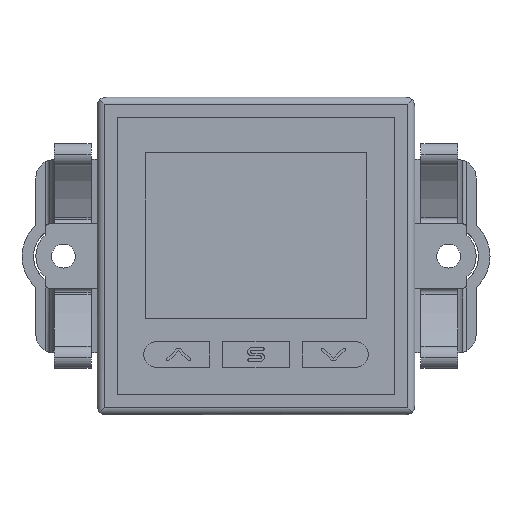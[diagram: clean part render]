
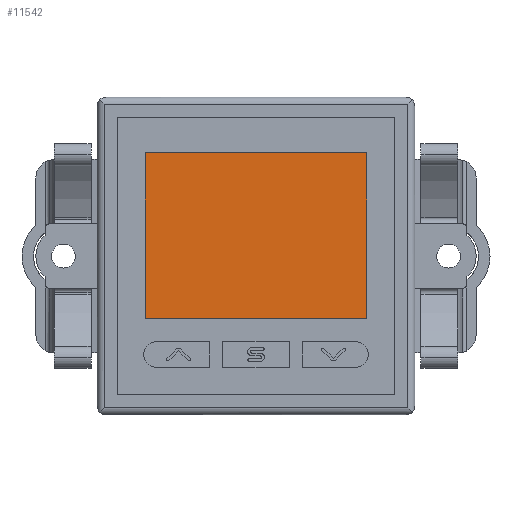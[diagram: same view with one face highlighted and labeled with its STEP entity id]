
A CAD part, top view. The second image highlights one B-rep face of the part: STEP entity #11542.
In plain terms, the highlighted planar face has unit normal (0, 0, 1).
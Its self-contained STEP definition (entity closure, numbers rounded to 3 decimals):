
#146 = LINE ( 'NONE', #21375, #13961 ) ;
#638 = PLANE ( 'NONE',  #18075 ) ;
#1493 = DIRECTION ( 'NONE',  ( 0., 1., 0. ) ) ;
#1832 = LINE ( 'NONE', #5062, #9039 ) ;
#1901 = VERTEX_POINT ( 'NONE', #17953 ) ;
#2715 = CARTESIAN_POINT ( 'NONE',  ( 12., 11.2, 24.9 ) ) ;
#3444 = EDGE_LOOP ( 'NONE', ( #16574, #16682, #8851, #8616 ) ) ;
#4547 = DIRECTION ( 'NONE',  ( 0., -1., 0. ) ) ;
#5062 = CARTESIAN_POINT ( 'NONE',  ( -12., 11.2, 24.9 ) ) ;
#6157 = VERTEX_POINT ( 'NONE', #22520 ) ;
#7045 = LINE ( 'NONE', #21004, #13503 ) ;
#7188 = DIRECTION ( 'NONE',  ( -1., 0., 0. ) ) ;
#7201 = EDGE_CURVE ( 'NONE', #7427, #6157, #7789, .T. ) ;
#7427 = VERTEX_POINT ( 'NONE', #9248 ) ;
#7755 = EDGE_CURVE ( 'NONE', #7427, #9159, #7045, .T. ) ;
#7789 = LINE ( 'NONE', #16906, #15716 ) ;
#8616 = ORIENTED_EDGE ( 'NONE', *, *, #7201, .F. ) ;
#8851 = ORIENTED_EDGE ( 'NONE', *, *, #18727, .F. ) ;
#9039 = VECTOR ( 'NONE', #1493, 1000. ) ;
#9159 = VERTEX_POINT ( 'NONE', #14902 ) ;
#9248 = CARTESIAN_POINT ( 'NONE',  ( 12., 11.2, 24.9 ) ) ;
#9750 = DIRECTION ( 'NONE',  ( 1., 0., 0. ) ) ;
#11542 = ADVANCED_FACE ( 'NONE', ( #21641 ), #638, .T. ) ;
#13503 = VECTOR ( 'NONE', #20763, 1000. ) ;
#13926 = EDGE_CURVE ( 'NONE', #1901, #9159, #1832, .T. ) ;
#13961 = VECTOR ( 'NONE', #7188, 1000. ) ;
#14902 = CARTESIAN_POINT ( 'NONE',  ( -12., 11.2, 24.9 ) ) ;
#15716 = VECTOR ( 'NONE', #4547, 1000. ) ;
#16574 = ORIENTED_EDGE ( 'NONE', *, *, #7755, .T. ) ;
#16682 = ORIENTED_EDGE ( 'NONE', *, *, #13926, .F. ) ;
#16906 = CARTESIAN_POINT ( 'NONE',  ( 12., 11.2, 24.9 ) ) ;
#17953 = CARTESIAN_POINT ( 'NONE',  ( -12., -6.8, 24.9 ) ) ;
#18075 = AXIS2_PLACEMENT_3D ( 'NONE', #2715, #21868, #9750 ) ;
#18727 = EDGE_CURVE ( 'NONE', #6157, #1901, #146, .T. ) ;
#20763 = DIRECTION ( 'NONE',  ( -1., 0., 0. ) ) ;
#21004 = CARTESIAN_POINT ( 'NONE',  ( 0., 11.2, 24.9 ) ) ;
#21375 = CARTESIAN_POINT ( 'NONE',  ( 0., -6.8, 24.9 ) ) ;
#21641 = FACE_OUTER_BOUND ( 'NONE', #3444, .T. ) ;
#21868 = DIRECTION ( 'NONE',  ( 0., 0., 1. ) ) ;
#22520 = CARTESIAN_POINT ( 'NONE',  ( 12., -6.8, 24.9 ) ) ;
